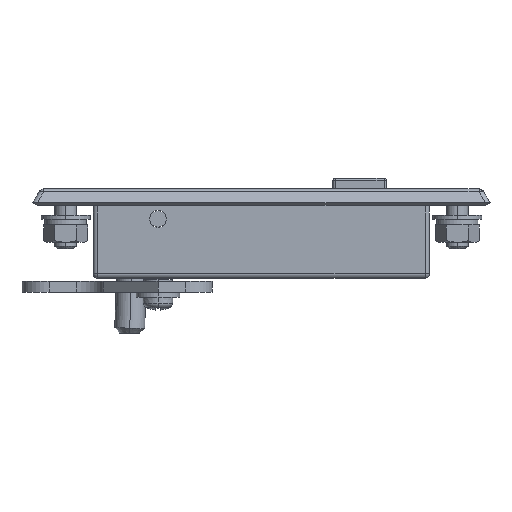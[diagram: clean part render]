
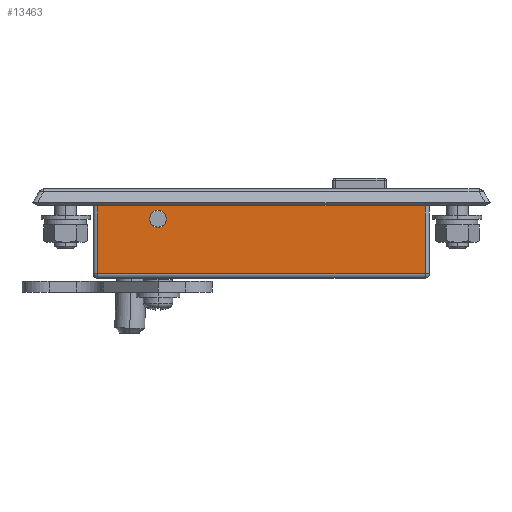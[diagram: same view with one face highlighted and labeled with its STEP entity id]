
A CAD part, left-side view. The second image highlights one B-rep face of the part: STEP entity #13463.
In plain terms, the highlighted planar face has unit normal (-1, 0, 0).
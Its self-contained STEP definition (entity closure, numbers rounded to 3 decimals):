
#320 = AXIS2_PLACEMENT_3D ( 'NONE', #19883, #2290, #19748 ) ;
#338 = CARTESIAN_POINT ( 'NONE',  ( -11., -49.9, -10.1 ) ) ;
#540 = DIRECTION ( 'NONE',  ( 0., 0., 1. ) ) ;
#663 = EDGE_LOOP ( 'NONE', ( #9998, #17249 ) ) ;
#684 = CARTESIAN_POINT ( 'NONE',  ( -11., 11.1, 3.5 ) ) ;
#719 = CARTESIAN_POINT ( 'NONE',  ( -11., 11.1, 3.5 ) ) ;
#1134 = EDGE_CURVE ( 'NONE', #3566, #14389, #15768, .T. ) ;
#1372 = VERTEX_POINT ( 'NONE', #7225 ) ;
#1531 = VECTOR ( 'NONE', #10201, 1000. ) ;
#2098 = VERTEX_POINT ( 'NONE', #6848 ) ;
#2290 = DIRECTION ( 'NONE',  ( -1., 0., 0. ) ) ;
#2395 = LINE ( 'NONE', #338, #16131 ) ;
#3053 = EDGE_CURVE ( 'NONE', #12954, #2098, #13665, .T. ) ;
#3566 = VERTEX_POINT ( 'NONE', #11507 ) ;
#3787 = LINE ( 'NONE', #6235, #18818 ) ;
#3926 = CARTESIAN_POINT ( 'NONE',  ( -11., 11.9, 4.5 ) ) ;
#4057 = CARTESIAN_POINT ( 'NONE',  ( -11., 11.1, -10.1 ) ) ;
#4184 = ORIENTED_EDGE ( 'NONE', *, *, #1134, .F. ) ;
#4904 = CARTESIAN_POINT ( 'NONE',  ( -11., 0., 1.55 ) ) ;
#5324 = FACE_BOUND ( 'NONE', #663, .T. ) ;
#5938 = VECTOR ( 'NONE', #7055, 1000. ) ;
#6013 = EDGE_LOOP ( 'NONE', ( #18953, #11374, #17056, #4184, #17322, #15345 ) ) ;
#6235 = CARTESIAN_POINT ( 'NONE',  ( -11., 11.1, -10.9 ) ) ;
#6332 = EDGE_CURVE ( 'NONE', #1372, #7113, #9814, .T. ) ;
#6672 = LINE ( 'NONE', #684, #5938 ) ;
#6848 = CARTESIAN_POINT ( 'NONE',  ( -11., -49.1, 3.5 ) ) ;
#6902 = AXIS2_PLACEMENT_3D ( 'NONE', #15379, #12082, #11636 ) ;
#7055 = DIRECTION ( 'NONE',  ( 0., 0., -1. ) ) ;
#7113 = VERTEX_POINT ( 'NONE', #4904 ) ;
#7225 = CARTESIAN_POINT ( 'NONE',  ( -11., 0., -1.55 ) ) ;
#8040 = CIRCLE ( 'NONE', #6902, 1.55 ) ;
#8058 = DIRECTION ( 'NONE',  ( 0., 0., -1. ) ) ;
#8436 = EDGE_CURVE ( 'NONE', #7113, #1372, #8040, .T. ) ;
#8540 = DIRECTION ( 'NONE',  ( 0., -1., 0. ) ) ;
#8559 = DIRECTION ( 'NONE',  ( 0., 0., 1. ) ) ;
#9814 = CIRCLE ( 'NONE', #14663, 1.55 ) ;
#9998 = ORIENTED_EDGE ( 'NONE', *, *, #6332, .T. ) ;
#10201 = DIRECTION ( 'NONE',  ( 0., -1., 0. ) ) ;
#11374 = ORIENTED_EDGE ( 'NONE', *, *, #3053, .T. ) ;
#11476 = LINE ( 'NONE', #13160, #17001 ) ;
#11507 = CARTESIAN_POINT ( 'NONE',  ( -11., 11.1, 4.5 ) ) ;
#11538 = CARTESIAN_POINT ( 'NONE',  ( -11., -49.1, -10.9 ) ) ;
#11636 = DIRECTION ( 'NONE',  ( 0., 0., -1. ) ) ;
#12082 = DIRECTION ( 'NONE',  ( 1., 0., 0. ) ) ;
#12954 = VERTEX_POINT ( 'NONE', #15427 ) ;
#13160 = CARTESIAN_POINT ( 'NONE',  ( -11., -49.1, 3.5 ) ) ;
#13319 = EDGE_CURVE ( 'NONE', #16269, #12954, #2395, .T. ) ;
#13463 = ADVANCED_FACE ( 'NONE', ( #19378, #5324 ), #16669, .T. ) ;
#13665 = LINE ( 'NONE', #11538, #20685 ) ;
#14389 = VERTEX_POINT ( 'NONE', #17840 ) ;
#14487 = DIRECTION ( 'NONE',  ( 1., 0., 0. ) ) ;
#14600 = VERTEX_POINT ( 'NONE', #719 ) ;
#14663 = AXIS2_PLACEMENT_3D ( 'NONE', #19523, #14487, #17854 ) ;
#15228 = EDGE_CURVE ( 'NONE', #14600, #16269, #3787, .T. ) ;
#15345 = ORIENTED_EDGE ( 'NONE', *, *, #15228, .T. ) ;
#15379 = CARTESIAN_POINT ( 'NONE',  ( -11., 0., 0. ) ) ;
#15427 = CARTESIAN_POINT ( 'NONE',  ( -11., -49.1, -10.1 ) ) ;
#15768 = LINE ( 'NONE', #3926, #1531 ) ;
#16131 = VECTOR ( 'NONE', #8540, 1000. ) ;
#16269 = VERTEX_POINT ( 'NONE', #4057 ) ;
#16669 = PLANE ( 'NONE',  #320 ) ;
#16913 = EDGE_CURVE ( 'NONE', #2098, #14389, #11476, .T. ) ;
#17001 = VECTOR ( 'NONE', #8559, 1000. ) ;
#17056 = ORIENTED_EDGE ( 'NONE', *, *, #16913, .T. ) ;
#17249 = ORIENTED_EDGE ( 'NONE', *, *, #8436, .T. ) ;
#17322 = ORIENTED_EDGE ( 'NONE', *, *, #17547, .T. ) ;
#17547 = EDGE_CURVE ( 'NONE', #3566, #14600, #6672, .T. ) ;
#17840 = CARTESIAN_POINT ( 'NONE',  ( -11., -49.1, 4.5 ) ) ;
#17854 = DIRECTION ( 'NONE',  ( 0., 0., -1. ) ) ;
#18818 = VECTOR ( 'NONE', #8058, 1000. ) ;
#18953 = ORIENTED_EDGE ( 'NONE', *, *, #13319, .T. ) ;
#19378 = FACE_OUTER_BOUND ( 'NONE', #6013, .T. ) ;
#19523 = CARTESIAN_POINT ( 'NONE',  ( -11., 0., 0. ) ) ;
#19748 = DIRECTION ( 'NONE',  ( 0., -1., 0. ) ) ;
#19883 = CARTESIAN_POINT ( 'NONE',  ( -11., 11.9, -10.9 ) ) ;
#20685 = VECTOR ( 'NONE', #540, 1000. ) ;
